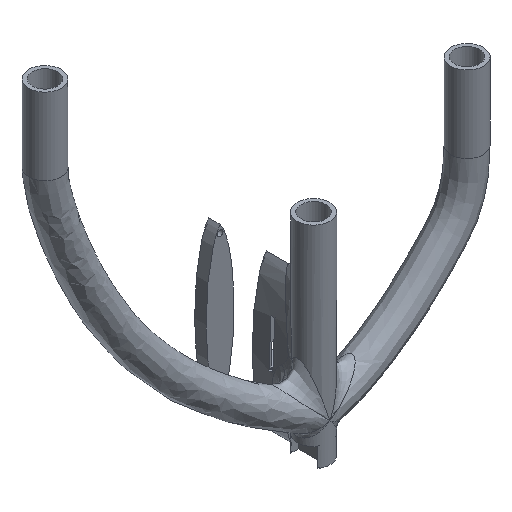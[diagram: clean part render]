
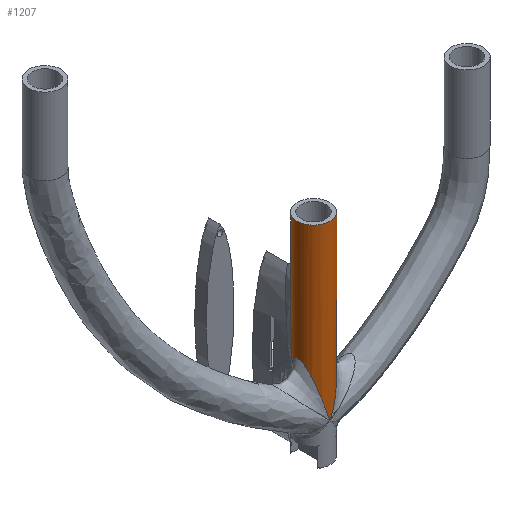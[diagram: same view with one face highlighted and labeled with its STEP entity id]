
A CAD part, isometric view. The second image highlights one B-rep face of the part: STEP entity #1207.
In plain terms, the highlighted cylindrical face has radius 4.25 mm (diameter 8.5 mm), a full revolution.
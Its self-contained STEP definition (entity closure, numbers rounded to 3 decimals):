
#64=CYLINDRICAL_SURFACE('',#1300,4.25);
#108=CIRCLE('',#1301,4.25);
#172=FACE_OUTER_BOUND('',#247,.T.);
#247=EDGE_LOOP('',(#1083,#1084,#1085,#1086,#1087,#1088,#1089,#1090,#1091));
#322=LINE('',#4057,#389);
#389=VECTOR('',#1517,4.25);
#447=B_SPLINE_CURVE_WITH_KNOTS('',3,(#3032,#3033,#3034,#3035,#3036,#3037,
#3038,#3039,#3040,#3041,#3042,#3043,#3044,#3045,#3046,#3047),
 .UNSPECIFIED.,.F.,.F.,(4,1,1,1,1,2,1,1,1,1,1,1,4),(-5.015,-4.751,
-4.663,-4.619,-4.597,-4.575,
-4.518,-4.462,-4.35,-4.124,
-3.674,-3.224,-2.324),.UNSPECIFIED.);
#449=B_SPLINE_CURVE_WITH_KNOTS('',3,(#3215,#3216,#3217,#3218,#3219,#3220,
#3221,#3222,#3223,#3224,#3225,#3226,#3227,#3228,#3229,#3230),
 .UNSPECIFIED.,.F.,.F.,(4,1,1,1,1,1,1,2,1,1,1,1,4),(-1.99,-1.194,
-0.796,-0.398,-0.199,-0.099,
-0.05,0.,0.022,0.044,0.088,
0.176,0.289),.UNSPECIFIED.);
#450=B_SPLINE_CURVE_WITH_KNOTS('',3,(#3231,#3232,#3233,#3234),
 .UNSPECIFIED.,.F.,.F.,(4,4),(0.289,0.441),
 .UNSPECIFIED.);
#452=B_SPLINE_CURVE_WITH_KNOTS('',3,(#3348,#3349,#3350,#3351,#3352,#3353,
#3354,#3355,#3356,#3357,#3358,#3359,#3360),.UNSPECIFIED.,.F.,.F.,(4,2,1,
1,1,1,1,1,1,4),(-3.921,-3.919,-3.655,-3.392,
-3.129,-2.866,-2.603,-2.34,
-2.077,-1.958),.UNSPECIFIED.);
#453=B_SPLINE_CURVE_WITH_KNOTS('',3,(#3361,#3362,#3363,#3364,#3365,#3366),
 .UNSPECIFIED.,.F.,.F.,(4,1,1,4),(-1.958,-1.945,-1.814,
-1.578),.UNSPECIFIED.);
#455=B_SPLINE_CURVE_WITH_KNOTS('',3,(#3652,#3653,#3654,#3655,#3656,#3657,
#3658,#3659,#3660,#3661,#3662,#3663,#3664,#3665,#3666,#3667,#3668,#3669,
#3670),.UNSPECIFIED.,.F.,.F.,(4,1,1,1,1,1,1,1,1,1,1,1,1,1,2,4),(-2.096,
-2.024,-1.905,-1.786,-1.667,
-1.548,-1.429,-1.191,-0.953,
-0.714,-0.476,-0.357,-0.238,
-0.119,0.,0.001),.UNSPECIFIED.);
#526=VERTEX_POINT('',#1975);
#552=VERTEX_POINT('',#2923);
#553=VERTEX_POINT('',#3015);
#554=VERTEX_POINT('',#3120);
#555=VERTEX_POINT('',#3214);
#556=VERTEX_POINT('',#3347);
#566=VERTEX_POINT('',#4056);
#715=EDGE_CURVE('',#553,#552,#447,.T.);
#718=EDGE_CURVE('',#554,#555,#449,.T.);
#719=EDGE_CURVE('',#555,#553,#450,.T.);
#721=EDGE_CURVE('',#526,#556,#452,.T.);
#722=EDGE_CURVE('',#556,#554,#453,.T.);
#725=EDGE_CURVE('',#552,#526,#455,.T.);
#742=EDGE_CURVE('',#556,#566,#322,.T.);
#743=EDGE_CURVE('',#566,#566,#108,.T.);
#1083=ORIENTED_EDGE('',*,*,#719,.F.);
#1084=ORIENTED_EDGE('',*,*,#718,.F.);
#1085=ORIENTED_EDGE('',*,*,#722,.F.);
#1086=ORIENTED_EDGE('',*,*,#742,.T.);
#1087=ORIENTED_EDGE('',*,*,#743,.F.);
#1088=ORIENTED_EDGE('',*,*,#742,.F.);
#1089=ORIENTED_EDGE('',*,*,#721,.F.);
#1090=ORIENTED_EDGE('',*,*,#725,.F.);
#1091=ORIENTED_EDGE('',*,*,#715,.F.);
#1207=ADVANCED_FACE('',(#172),#64,.T.);
#1300=AXIS2_PLACEMENT_3D('',#4055,#1515,#1516);
#1301=AXIS2_PLACEMENT_3D('',#4058,#1518,#1519);
#1515=DIRECTION('center_axis',(0.,0.,-1.));
#1516=DIRECTION('ref_axis',(1.,0.,0.));
#1517=DIRECTION('',(0.,0.,1.));
#1518=DIRECTION('center_axis',(0.,0.,1.));
#1519=DIRECTION('ref_axis',(1.,0.,0.));
#1975=CARTESIAN_POINT('',(0.,-4.25,-30.));
#2923=CARTESIAN_POINT('',(3.898,1.694,-19.842));
#3015=CARTESIAN_POINT('',(0.,4.25,5.308));
#3032=CARTESIAN_POINT('Ctrl Pts',(0.,4.25,5.308));
#3033=CARTESIAN_POINT('Ctrl Pts',(0.292,4.25,4.581));
#3034=CARTESIAN_POINT('Ctrl Pts',(0.681,4.21,3.611));
#3035=CARTESIAN_POINT('Ctrl Pts',(1.116,4.103,2.53));
#3036=CARTESIAN_POINT('Ctrl Pts',(1.284,4.052,2.112));
#3037=CARTESIAN_POINT('Ctrl Pts',(1.379,4.02,1.874));
#3038=CARTESIAN_POINT('Ctrl Pts',(1.427,4.003,1.755));
#3039=CARTESIAN_POINT('Ctrl Pts',(1.512,3.973,1.544));
#3040=CARTESIAN_POINT('Ctrl Pts',(1.629,3.927,1.236));
#3041=CARTESIAN_POINT('Ctrl Pts',(1.845,3.832,0.603));
#3042=CARTESIAN_POINT('Ctrl Pts',(2.182,3.658,-0.539));
#3043=CARTESIAN_POINT('Ctrl Pts',(2.724,3.294,-2.951));
#3044=CARTESIAN_POINT('Ctrl Pts',(3.237,2.787,-6.546));
#3045=CARTESIAN_POINT('Ctrl Pts',(3.74,2.082,-12.354));
#3046=CARTESIAN_POINT('Ctrl Pts',(3.884,1.727,-16.842));
#3047=CARTESIAN_POINT('Ctrl Pts',(3.898,1.694,-19.842));
#3120=CARTESIAN_POINT('',(-3.864,1.77,-17.237));
#3214=CARTESIAN_POINT('',(-0.503,4.22,4.056));
#3215=CARTESIAN_POINT('Ctrl Pts',(-3.864,1.77,-17.237));
#3216=CARTESIAN_POINT('Ctrl Pts',(-3.807,1.894,-14.595));
#3217=CARTESIAN_POINT('Ctrl Pts',(-3.627,2.272,-10.675));
#3218=CARTESIAN_POINT('Ctrl Pts',(-3.107,2.928,-5.515));
#3219=CARTESIAN_POINT('Ctrl Pts',(-2.607,3.382,-2.357));
#3220=CARTESIAN_POINT('Ctrl Pts',(-2.108,3.699,-0.271));
#3221=CARTESIAN_POINT('Ctrl Pts',(-1.802,3.851,0.732));
#3222=CARTESIAN_POINT('Ctrl Pts',(-1.609,3.935,1.289));
#3223=CARTESIAN_POINT('Ctrl Pts',(-1.505,3.975,1.561));
#3224=CARTESIAN_POINT('Ctrl Pts',(-1.427,4.003,1.755));
#3225=CARTESIAN_POINT('Ctrl Pts',(-1.379,4.02,1.874));
#3226=CARTESIAN_POINT('Ctrl Pts',(-1.284,4.052,2.112));
#3227=CARTESIAN_POINT('Ctrl Pts',(-1.116,4.103,2.53));
#3228=CARTESIAN_POINT('Ctrl Pts',(-0.848,4.169,3.197));
#3229=CARTESIAN_POINT('Ctrl Pts',(-0.627,4.205,3.747));
#3230=CARTESIAN_POINT('Ctrl Pts',(-0.503,4.22,4.056));
#3231=CARTESIAN_POINT('Ctrl Pts',(-0.503,4.22,4.056));
#3232=CARTESIAN_POINT('Ctrl Pts',(-0.336,4.24,4.473));
#3233=CARTESIAN_POINT('Ctrl Pts',(-0.168,4.25,4.89));
#3234=CARTESIAN_POINT('Ctrl Pts',(0.,4.25,5.308));
#3347=CARTESIAN_POINT('',(-4.25,0.,-15.899));
#3348=CARTESIAN_POINT('Ctrl Pts',(0.,-4.25,-30.));
#3349=CARTESIAN_POINT('Ctrl Pts',(-0.002,-4.25,-29.993));
#3350=CARTESIAN_POINT('Ctrl Pts',(-0.004,-4.25,
-29.987));
#3351=CARTESIAN_POINT('Ctrl Pts',(-0.242,-4.25,-29.23));
#3352=CARTESIAN_POINT('Ctrl Pts',(-0.714,-4.209,-27.721));
#3353=CARTESIAN_POINT('Ctrl Pts',(-1.409,-4.032,-25.471));
#3354=CARTESIAN_POINT('Ctrl Pts',(-2.086,-3.729,-23.247));
#3355=CARTESIAN_POINT('Ctrl Pts',(-2.737,-3.286,-21.075));
#3356=CARTESIAN_POINT('Ctrl Pts',(-3.346,-2.671,-19.016));
#3357=CARTESIAN_POINT('Ctrl Pts',(-3.885,-1.835,-17.166));
#3358=CARTESIAN_POINT('Ctrl Pts',(-4.199,-0.877,-16.077));
#3359=CARTESIAN_POINT('Ctrl Pts',(-4.25,-0.208,
-15.899));
#3360=CARTESIAN_POINT('Ctrl Pts',(-4.25,0.,
-15.899));
#3361=CARTESIAN_POINT('Ctrl Pts',(-4.25,0.,
-15.899));
#3362=CARTESIAN_POINT('Ctrl Pts',(-4.25,0.022,
-15.898));
#3363=CARTESIAN_POINT('Ctrl Pts',(-4.248,0.274,-15.905));
#3364=CARTESIAN_POINT('Ctrl Pts',(-4.181,0.935,-16.138));
#3365=CARTESIAN_POINT('Ctrl Pts',(-4.001,1.47,-16.763));
#3366=CARTESIAN_POINT('Ctrl Pts',(-3.864,1.77,-17.238));
#3652=CARTESIAN_POINT('Ctrl Pts',(3.898,1.694,-19.842));
#3653=CARTESIAN_POINT('Ctrl Pts',(3.939,1.598,-19.711));
#3654=CARTESIAN_POINT('Ctrl Pts',(4.043,1.334,-19.38));
#3655=CARTESIAN_POINT('Ctrl Pts',(4.177,0.857,-18.951));
#3656=CARTESIAN_POINT('Ctrl Pts',(4.258,0.248,-18.687));
#3657=CARTESIAN_POINT('Ctrl Pts',(4.248,-0.384,-18.72));
#3658=CARTESIAN_POINT('Ctrl Pts',(4.148,-0.983,-19.043));
#3659=CARTESIAN_POINT('Ctrl Pts',(3.926,-1.698,-19.758));
#3660=CARTESIAN_POINT('Ctrl Pts',(3.53,-2.425,-21.003));
#3661=CARTESIAN_POINT('Ctrl Pts',(2.963,-3.085,-22.714));
#3662=CARTESIAN_POINT('Ctrl Pts',(2.321,-3.589,-24.547));
#3663=CARTESIAN_POINT('Ctrl Pts',(1.742,-3.892,-26.089));
#3664=CARTESIAN_POINT('Ctrl Pts',(1.242,-4.071,-27.327));
#3665=CARTESIAN_POINT('Ctrl Pts',(0.849,-4.171,-28.241));
#3666=CARTESIAN_POINT('Ctrl Pts',(0.438,-4.234,-29.135));
#3667=CARTESIAN_POINT('Ctrl Pts',(0.151,-4.25,-29.709));
#3668=CARTESIAN_POINT('Ctrl Pts',(0.003,-4.25,
-29.993));
#3669=CARTESIAN_POINT('Ctrl Pts',(0.002,-4.25,-29.997));
#3670=CARTESIAN_POINT('Ctrl Pts',(0.,-4.25,-30.));
#4055=CARTESIAN_POINT('Origin',(0.,0.,0.));
#4056=CARTESIAN_POINT('',(-4.25,0.,15.));
#4057=CARTESIAN_POINT('',(-4.25,0.,0.));
#4058=CARTESIAN_POINT('Origin',(0.,0.,15.));
